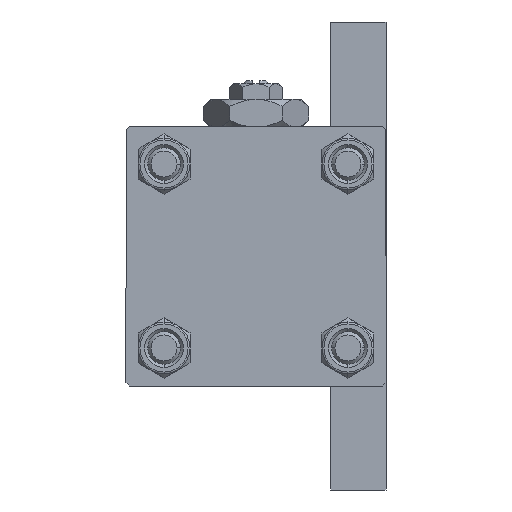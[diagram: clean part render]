
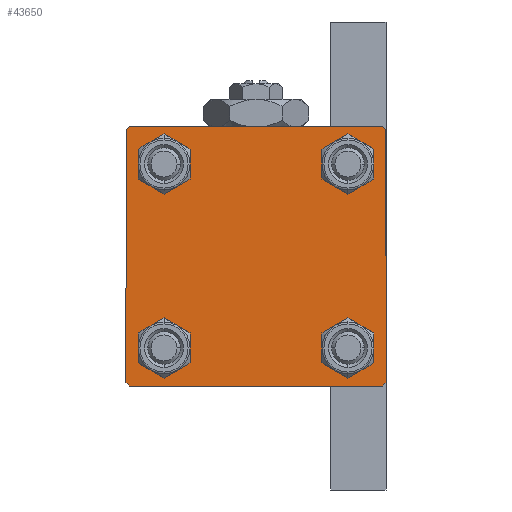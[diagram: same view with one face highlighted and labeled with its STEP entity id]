
A CAD part, left-side view. The second image highlights one B-rep face of the part: STEP entity #43650.
In plain terms, the highlighted planar face has unit normal (-1, 0, 0).
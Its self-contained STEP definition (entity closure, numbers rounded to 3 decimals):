
#295 = LINE ( 'NONE', #31600, #21469 ) ;
#452 = VERTEX_POINT ( 'NONE', #20478 ) ;
#2167 = EDGE_CURVE ( 'NONE', #452, #15428, #13049, .T. ) ;
#3169 = DIRECTION ( 'NONE',  ( 1., 0., 0. ) ) ;
#4197 = ORIENTED_EDGE ( 'NONE', *, *, #41174, .T. ) ;
#5035 = CARTESIAN_POINT ( 'NONE',  ( 0., 19.5, 20. ) ) ;
#5691 = FACE_BOUND ( 'NONE', #15928, .T. ) ;
#5947 = CARTESIAN_POINT ( 'NONE',  ( 0., -14.15, 14.15 ) ) ;
#6993 = CARTESIAN_POINT ( 'NONE',  ( 0., 14.15, 14.15 ) ) ;
#7903 = AXIS2_PLACEMENT_3D ( 'NONE', #36686, #21723, #33405 ) ;
#8441 = CIRCLE ( 'NONE', #29587, 3. ) ;
#8460 = AXIS2_PLACEMENT_3D ( 'NONE', #5947, #44572, #43812 ) ;
#8464 = CARTESIAN_POINT ( 'NONE',  ( 0., -14.15, 17.15 ) ) ;
#8848 = CIRCLE ( 'NONE', #37271, 3. ) ;
#8952 = ORIENTED_EDGE ( 'NONE', *, *, #14671, .T. ) ;
#9017 = EDGE_LOOP ( 'NONE', ( #29046, #35910 ) ) ;
#9257 = DIRECTION ( 'NONE',  ( 1., 0., 0. ) ) ;
#9338 = EDGE_CURVE ( 'NONE', #41706, #25833, #44462, .T. ) ;
#9371 = DIRECTION ( 'NONE',  ( 1., 0., 0. ) ) ;
#9400 = CIRCLE ( 'NONE', #23221, 3. ) ;
#9654 = ORIENTED_EDGE ( 'NONE', *, *, #25554, .T. ) ;
#9887 = LINE ( 'NONE', #17773, #31946 ) ;
#9960 = ORIENTED_EDGE ( 'NONE', *, *, #9338, .T. ) ;
#10228 = ORIENTED_EDGE ( 'NONE', *, *, #40428, .T. ) ;
#10273 = FACE_BOUND ( 'NONE', #16467, .T. ) ;
#10300 = ORIENTED_EDGE ( 'NONE', *, *, #20381, .T. ) ;
#11101 = CARTESIAN_POINT ( 'NONE',  ( 0., 20., -19.5 ) ) ;
#11252 = DIRECTION ( 'NONE',  ( 0., 0., 1. ) ) ;
#11906 = CARTESIAN_POINT ( 'NONE',  ( 0., 19.5, -20. ) ) ;
#12386 = EDGE_CURVE ( 'NONE', #25833, #41706, #14568, .T. ) ;
#12425 = VECTOR ( 'NONE', #37669, 1000. ) ;
#12831 = DIRECTION ( 'NONE',  ( 0., 0., 1. ) ) ;
#12846 = VERTEX_POINT ( 'NONE', #41619 ) ;
#13049 = LINE ( 'NONE', #28554, #31366 ) ;
#13157 = DIRECTION ( 'NONE',  ( 0., -1., 0. ) ) ;
#13212 = ORIENTED_EDGE ( 'NONE', *, *, #32762, .T. ) ;
#13320 = FACE_OUTER_BOUND ( 'NONE', #17209, .T. ) ;
#13460 = DIRECTION ( 'NONE',  ( 0., 0., -1. ) ) ;
#13711 = DIRECTION ( 'NONE',  ( 0., -0.707, -0.707 ) ) ;
#13751 = AXIS2_PLACEMENT_3D ( 'NONE', #6993, #3169, #42045 ) ;
#13975 = CARTESIAN_POINT ( 'NONE',  ( 0., 20., 20. ) ) ;
#14092 = FACE_BOUND ( 'NONE', #9017, .T. ) ;
#14297 = VERTEX_POINT ( 'NONE', #11906 ) ;
#14568 = CIRCLE ( 'NONE', #13751, 3. ) ;
#14671 = EDGE_CURVE ( 'NONE', #26966, #12846, #22428, .T. ) ;
#14932 = EDGE_CURVE ( 'NONE', #47734, #12846, #33547, .T. ) ;
#15359 = CARTESIAN_POINT ( 'NONE',  ( 0., 14.15, 17.15 ) ) ;
#15428 = VERTEX_POINT ( 'NONE', #11101 ) ;
#15706 = CARTESIAN_POINT ( 'NONE',  ( 0., -20., 19.5 ) ) ;
#15787 = CARTESIAN_POINT ( 'NONE',  ( 0., -14.15, -14.15 ) ) ;
#15928 = EDGE_LOOP ( 'NONE', ( #18151, #10228 ) ) ;
#16467 = EDGE_LOOP ( 'NONE', ( #9654, #13212 ) ) ;
#17137 = CARTESIAN_POINT ( 'NONE',  ( 0., 14.15, -14.15 ) ) ;
#17209 = EDGE_LOOP ( 'NONE', ( #36664, #4197, #10300, #32571, #23254, #8952, #25542, #44440 ) ) ;
#17434 = EDGE_CURVE ( 'NONE', #36531, #41660, #25535, .T. ) ;
#17604 = EDGE_CURVE ( 'NONE', #49039, #23109, #295, .T. ) ;
#17686 = CARTESIAN_POINT ( 'NONE',  ( 0., -19.5, -20. ) ) ;
#17773 = CARTESIAN_POINT ( 'NONE',  ( 0., 19.75, 19.75 ) ) ;
#17785 = VERTEX_POINT ( 'NONE', #26718 ) ;
#17851 = CARTESIAN_POINT ( 'NONE',  ( 0., -19.75, 19.75 ) ) ;
#18041 = LINE ( 'NONE', #37085, #32999 ) ;
#18046 = DIRECTION ( 'NONE',  ( 0., 0., 1. ) ) ;
#18151 = ORIENTED_EDGE ( 'NONE', *, *, #35925, .T. ) ;
#18846 = DIRECTION ( 'NONE',  ( 1., 0., 0. ) ) ;
#18868 = AXIS2_PLACEMENT_3D ( 'NONE', #34882, #23948, #11252 ) ;
#19112 = AXIS2_PLACEMENT_3D ( 'NONE', #36973, #9371, #20331 ) ;
#19261 = EDGE_CURVE ( 'NONE', #47734, #452, #9887, .T. ) ;
#19576 = CARTESIAN_POINT ( 'NONE',  ( 0., 14.15, 11.15 ) ) ;
#19858 = DIRECTION ( 'NONE',  ( 0., 0., 1. ) ) ;
#20148 = AXIS2_PLACEMENT_3D ( 'NONE', #27491, #26983, #19858 ) ;
#20331 = DIRECTION ( 'NONE',  ( 0., 0., 1. ) ) ;
#20381 = EDGE_CURVE ( 'NONE', #14297, #49039, #22069, .T. ) ;
#20478 = CARTESIAN_POINT ( 'NONE',  ( 0., 20., 19.5 ) ) ;
#21469 = VECTOR ( 'NONE', #22726, 1000. ) ;
#21610 = CARTESIAN_POINT ( 'NONE',  ( 0., -20., 20. ) ) ;
#21723 = DIRECTION ( 'NONE',  ( -1., 0., 0. ) ) ;
#22014 = EDGE_CURVE ( 'NONE', #41660, #36531, #8848, .T. ) ;
#22069 = LINE ( 'NONE', #24863, #40063 ) ;
#22428 = LINE ( 'NONE', #17851, #12425 ) ;
#22726 = DIRECTION ( 'NONE',  ( 0., -0.707, 0.707 ) ) ;
#22942 = CIRCLE ( 'NONE', #18868, 3. ) ;
#23109 = VERTEX_POINT ( 'NONE', #30319 ) ;
#23221 = AXIS2_PLACEMENT_3D ( 'NONE', #17137, #9257, #12831 ) ;
#23254 = ORIENTED_EDGE ( 'NONE', *, *, #28313, .F. ) ;
#23948 = DIRECTION ( 'NONE',  ( 1., 0., 0. ) ) ;
#24822 = CARTESIAN_POINT ( 'NONE',  ( 0., -14.15, -17.15 ) ) ;
#24863 = CARTESIAN_POINT ( 'NONE',  ( 0., 20., -20. ) ) ;
#25535 = CIRCLE ( 'NONE', #8460, 3. ) ;
#25542 = ORIENTED_EDGE ( 'NONE', *, *, #14932, .F. ) ;
#25554 = EDGE_CURVE ( 'NONE', #17785, #26072, #22942, .T. ) ;
#25672 = DIRECTION ( 'NONE',  ( 1., 0., 0. ) ) ;
#25833 = VERTEX_POINT ( 'NONE', #19576 ) ;
#26035 = VERTEX_POINT ( 'NONE', #47689 ) ;
#26072 = VERTEX_POINT ( 'NONE', #24822 ) ;
#26195 = VECTOR ( 'NONE', #13460, 1000. ) ;
#26718 = CARTESIAN_POINT ( 'NONE',  ( 0., -14.15, -11.15 ) ) ;
#26966 = VERTEX_POINT ( 'NONE', #15706 ) ;
#26983 = DIRECTION ( 'NONE',  ( 1., 0., 0. ) ) ;
#27491 = CARTESIAN_POINT ( 'NONE',  ( 0., 14.15, 14.15 ) ) ;
#28313 = EDGE_CURVE ( 'NONE', #26966, #23109, #32780, .T. ) ;
#28554 = CARTESIAN_POINT ( 'NONE',  ( 0., 20., 20. ) ) ;
#28832 = PLANE ( 'NONE',  #7903 ) ;
#29046 = ORIENTED_EDGE ( 'NONE', *, *, #22014, .T. ) ;
#29487 = DIRECTION ( 'NONE',  ( 0., -1., 0. ) ) ;
#29587 = AXIS2_PLACEMENT_3D ( 'NONE', #15787, #18846, #31299 ) ;
#30319 = CARTESIAN_POINT ( 'NONE',  ( 0., -20., -19.5 ) ) ;
#31299 = DIRECTION ( 'NONE',  ( 0., 0., 1. ) ) ;
#31366 = VECTOR ( 'NONE', #40212, 1000. ) ;
#31369 = EDGE_LOOP ( 'NONE', ( #9960, #47862 ) ) ;
#31600 = CARTESIAN_POINT ( 'NONE',  ( 0., -19.75, -19.75 ) ) ;
#31946 = VECTOR ( 'NONE', #44434, 1000. ) ;
#32571 = ORIENTED_EDGE ( 'NONE', *, *, #17604, .T. ) ;
#32762 = EDGE_CURVE ( 'NONE', #26072, #17785, #8441, .T. ) ;
#32780 = LINE ( 'NONE', #21610, #26195 ) ;
#32999 = VECTOR ( 'NONE', #13711, 1000. ) ;
#33405 = DIRECTION ( 'NONE',  ( 0., 0., 1. ) ) ;
#33547 = LINE ( 'NONE', #13975, #35957 ) ;
#34882 = CARTESIAN_POINT ( 'NONE',  ( 0., -14.15, -14.15 ) ) ;
#35910 = ORIENTED_EDGE ( 'NONE', *, *, #17434, .T. ) ;
#35925 = EDGE_CURVE ( 'NONE', #26035, #43779, #41009, .T. ) ;
#35957 = VECTOR ( 'NONE', #29487, 1000. ) ;
#36531 = VERTEX_POINT ( 'NONE', #44242 ) ;
#36664 = ORIENTED_EDGE ( 'NONE', *, *, #2167, .T. ) ;
#36686 = CARTESIAN_POINT ( 'NONE',  ( 0., 0., 0. ) ) ;
#36973 = CARTESIAN_POINT ( 'NONE',  ( 0., 14.15, -14.15 ) ) ;
#37085 = CARTESIAN_POINT ( 'NONE',  ( 0., 19.75, -19.75 ) ) ;
#37271 = AXIS2_PLACEMENT_3D ( 'NONE', #41412, #25672, #18046 ) ;
#37669 = DIRECTION ( 'NONE',  ( 0., 0.707, 0.707 ) ) ;
#39923 = CARTESIAN_POINT ( 'NONE',  ( 0., 14.15, -17.15 ) ) ;
#40063 = VECTOR ( 'NONE', #13157, 1000. ) ;
#40212 = DIRECTION ( 'NONE',  ( 0., 0., -1. ) ) ;
#40428 = EDGE_CURVE ( 'NONE', #43779, #26035, #9400, .T. ) ;
#41009 = CIRCLE ( 'NONE', #19112, 3. ) ;
#41174 = EDGE_CURVE ( 'NONE', #15428, #14297, #18041, .T. ) ;
#41412 = CARTESIAN_POINT ( 'NONE',  ( 0., -14.15, 14.15 ) ) ;
#41619 = CARTESIAN_POINT ( 'NONE',  ( 0., -19.5, 20. ) ) ;
#41660 = VERTEX_POINT ( 'NONE', #8464 ) ;
#41706 = VERTEX_POINT ( 'NONE', #15359 ) ;
#42045 = DIRECTION ( 'NONE',  ( 0., 0., 1. ) ) ;
#43650 = ADVANCED_FACE ( 'NONE', ( #14092, #10273, #5691, #48138, #13320 ), #28832, .T. ) ;
#43779 = VERTEX_POINT ( 'NONE', #39923 ) ;
#43812 = DIRECTION ( 'NONE',  ( 0., 0., 1. ) ) ;
#44242 = CARTESIAN_POINT ( 'NONE',  ( 0., -14.15, 11.15 ) ) ;
#44434 = DIRECTION ( 'NONE',  ( 0., 0.707, -0.707 ) ) ;
#44440 = ORIENTED_EDGE ( 'NONE', *, *, #19261, .T. ) ;
#44462 = CIRCLE ( 'NONE', #20148, 3. ) ;
#44572 = DIRECTION ( 'NONE',  ( 1., 0., 0. ) ) ;
#47689 = CARTESIAN_POINT ( 'NONE',  ( 0., 14.15, -11.15 ) ) ;
#47734 = VERTEX_POINT ( 'NONE', #5035 ) ;
#47862 = ORIENTED_EDGE ( 'NONE', *, *, #12386, .T. ) ;
#48138 = FACE_BOUND ( 'NONE', #31369, .T. ) ;
#49039 = VERTEX_POINT ( 'NONE', #17686 ) ;
